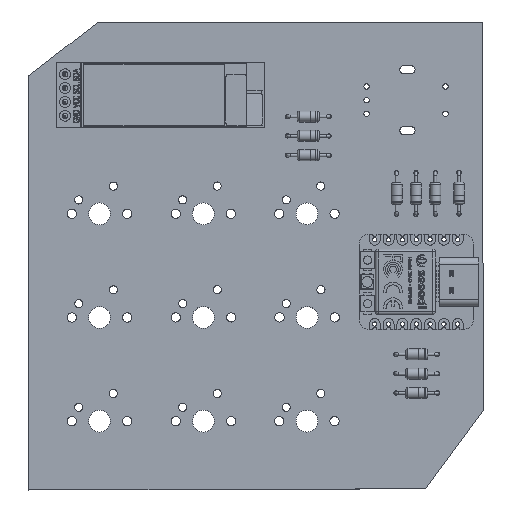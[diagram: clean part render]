
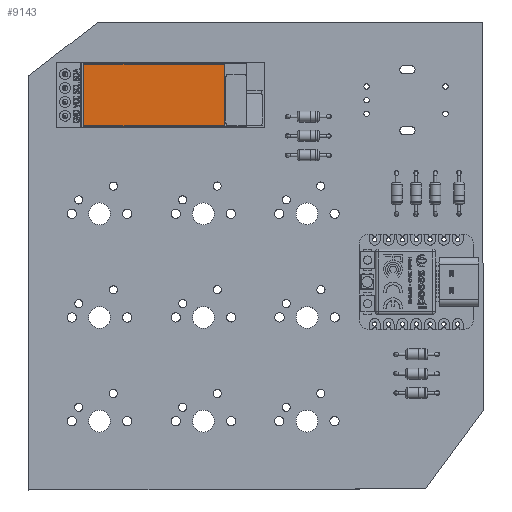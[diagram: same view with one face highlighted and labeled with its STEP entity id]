
A CAD part, top view. The second image highlights one B-rep face of the part: STEP entity #9143.
In plain terms, the highlighted planar face has unit normal (0, 0, 1).
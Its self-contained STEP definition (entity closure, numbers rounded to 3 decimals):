
#9034 = VERTEX_POINT('',#9035);
#9035 = CARTESIAN_POINT('',(11.7,5.65,2.51));
#9041 = EDGE_CURVE('',#9042,#9034,#9044,.T.);
#9042 = VERTEX_POINT('',#9043);
#9043 = CARTESIAN_POINT('',(11.7,-5.65,2.51));
#9044 = LINE('',#9045,#9046);
#9045 = CARTESIAN_POINT('',(11.7,5.65,2.51));
#9046 = VECTOR('',#9047,1.);
#9047 = DIRECTION('',(0.,1.,0.));
#9072 = EDGE_CURVE('',#9073,#9042,#9075,.T.);
#9073 = VERTEX_POINT('',#9074);
#9074 = CARTESIAN_POINT('',(-14.1,-5.65,2.51));
#9075 = LINE('',#9076,#9077);
#9076 = CARTESIAN_POINT('',(11.7,-5.65,2.51));
#9077 = VECTOR('',#9078,1.);
#9078 = DIRECTION('',(1.,0.,0.));
#9103 = EDGE_CURVE('',#9104,#9073,#9106,.T.);
#9104 = VERTEX_POINT('',#9105);
#9105 = CARTESIAN_POINT('',(-14.1,5.65,2.51));
#9106 = LINE('',#9107,#9108);
#9107 = CARTESIAN_POINT('',(-14.1,-5.65,2.51));
#9108 = VECTOR('',#9109,1.);
#9109 = DIRECTION('',(0.,-1.,0.));
#9132 = EDGE_CURVE('',#9034,#9104,#9133,.T.);
#9133 = LINE('',#9134,#9135);
#9134 = CARTESIAN_POINT('',(-14.1,5.65,2.51));
#9135 = VECTOR('',#9136,1.);
#9136 = DIRECTION('',(-1.,0.,0.));
#9143 = ADVANCED_FACE('',(#9144),#9150,.T.);
#9144 = FACE_BOUND('',#9145,.T.);
#9145 = EDGE_LOOP('',(#9146,#9147,#9148,#9149));
#9146 = ORIENTED_EDGE('',*,*,#9132,.T.);
#9147 = ORIENTED_EDGE('',*,*,#9103,.T.);
#9148 = ORIENTED_EDGE('',*,*,#9072,.T.);
#9149 = ORIENTED_EDGE('',*,*,#9041,.T.);
#9150 = PLANE('',#9151);
#9151 = AXIS2_PLACEMENT_3D('',#9152,#9153,#9154);
#9152 = CARTESIAN_POINT('',(-1.2,0.,2.51));
#9153 = DIRECTION('',(0.,0.,1.));
#9154 = DIRECTION('',(1.,0.,0.));
